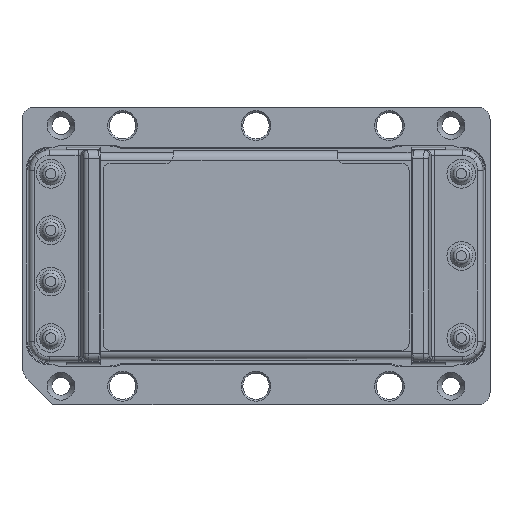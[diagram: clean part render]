
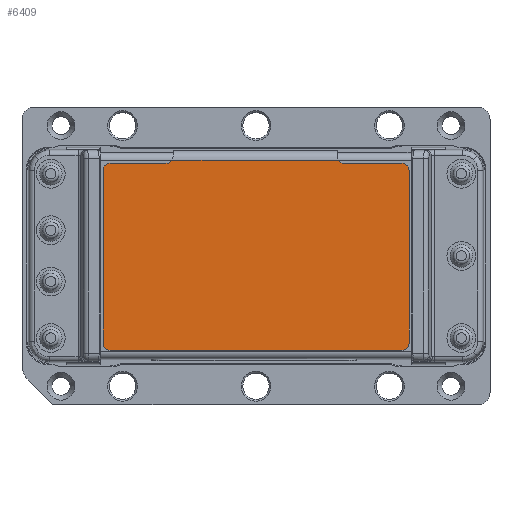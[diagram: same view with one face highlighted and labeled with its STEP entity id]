
A CAD part, top view. The second image highlights one B-rep face of the part: STEP entity #6409.
In plain terms, the highlighted planar face has unit normal (0, 0, 1).
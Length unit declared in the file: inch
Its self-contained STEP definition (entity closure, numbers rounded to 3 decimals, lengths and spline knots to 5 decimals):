
#40 = VERTEX_POINT ( 'NONE', #8355 ) ;
#44 = VERTEX_POINT ( 'NONE', #8312 ) ;
#78 = VERTEX_POINT ( 'NONE', #8399 ) ;
#82 = EDGE_CURVE ( 'NONE', #44, #40, #8390, .T. ) ;
#85 = VERTEX_POINT ( 'NONE', #8392 ) ;
#102 = EDGE_CURVE ( 'NONE', #85, #44, #8479, .T. ) ;
#104 = VERTEX_POINT ( 'NONE', #8468 ) ;
#108 = VERTEX_POINT ( 'NONE', #8552 ) ;
#114 = EDGE_CURVE ( 'NONE', #108, #104, #8545, .T. ) ;
#123 = EDGE_CURVE ( 'NONE', #104, #78, #8533, .T. ) ;
#130 = VERTEX_POINT ( 'NONE', #8549 ) ;
#6404 = ORIENTED_EDGE ( 'NONE', *, *, #123, .T. ) ;
#6406 = EDGE_CURVE ( 'NONE', #40, #6421, #10506, .T. ) ;
#6407 = ORIENTED_EDGE ( 'NONE', *, *, #82, .T. ) ;
#6409 = ADVANCED_FACE ( 'NONE', ( #10516 ), #10554, .T. ) ;
#6410 = ORIENTED_EDGE ( 'NONE', *, *, #12423, .T. ) ;
#6411 = ORIENTED_EDGE ( 'NONE', *, *, #6429, .F. ) ;
#6412 = EDGE_CURVE ( 'NONE', #20108, #130, #10561, .T. ) ;
#6413 = ORIENTED_EDGE ( 'NONE', *, *, #20121, .T. ) ;
#6414 = ORIENTED_EDGE ( 'NONE', *, *, #6418, .T. ) ;
#6415 = ORIENTED_EDGE ( 'NONE', *, *, #114, .T. ) ;
#6416 = ORIENTED_EDGE ( 'NONE', *, *, #20117, .T. ) ;
#6417 = ORIENTED_EDGE ( 'NONE', *, *, #102, .T. ) ;
#6418 = EDGE_CURVE ( 'NONE', #78, #85, #10584, .T. ) ;
#6419 = ORIENTED_EDGE ( 'NONE', *, *, #20112, .T. ) ;
#6421 = VERTEX_POINT ( 'NONE', #10611 ) ;
#6423 = EDGE_LOOP ( 'NONE', ( #6411, #6419, #6410, #6413, #6427, #6416, #6415, #6404, #6414, #6417, #6407, #6428 ) ) ;
#6427 = ORIENTED_EDGE ( 'NONE', *, *, #6412, .T. ) ;
#6428 = ORIENTED_EDGE ( 'NONE', *, *, #6406, .T. ) ;
#6429 = EDGE_CURVE ( 'NONE', #20107, #6421, #10639, .T. ) ;
#8312 = CARTESIAN_POINT ( 'NONE',  ( 0.37966, 0.95235, 0.07319 ) ) ;
#8355 = CARTESIAN_POINT ( 'NONE',  ( 0.09966, 0.95235, 0.07319 ) ) ;
#8387 = DIRECTION ( 'NONE',  ( -1., 0., 0. ) ) ;
#8388 = VECTOR ( 'NONE', #8387, 39.37008 ) ;
#8389 = CARTESIAN_POINT ( 'NONE',  ( 0.37966, 0.95235, 0.07319 ) ) ;
#8390 = LINE ( 'NONE', #8389, #8388 ) ;
#8392 = CARTESIAN_POINT ( 'NONE',  ( 0.41466, 0.91735, 0.07319 ) ) ;
#8399 = CARTESIAN_POINT ( 'NONE',  ( 0.41466, 0.07735, 0.07319 ) ) ;
#8460 = DIRECTION ( 'NONE',  ( 1., 0., 0. ) ) ;
#8461 = DIRECTION ( 'NONE',  ( 0., 0., 1. ) ) ;
#8462 = CARTESIAN_POINT ( 'NONE',  ( 0.37966, 0.91735, 0.07319 ) ) ;
#8468 = CARTESIAN_POINT ( 'NONE',  ( 0.37966, 0.04235, 0.07319 ) ) ;
#8473 = AXIS2_PLACEMENT_3D ( 'NONE', #8462, #8461, #8460 ) ;
#8479 = CIRCLE ( 'NONE', #8473, 0.035 ) ;
#8524 = DIRECTION ( 'NONE',  ( 1., 0., 0. ) ) ;
#8525 = DIRECTION ( 'NONE',  ( 0., 0., 1. ) ) ;
#8526 = CARTESIAN_POINT ( 'NONE',  ( 0.37966, 0.07735, 0.07319 ) ) ;
#8533 = CIRCLE ( 'NONE', #8550, 0.035 ) ;
#8542 = DIRECTION ( 'NONE',  ( 1., 0., 0. ) ) ;
#8543 = VECTOR ( 'NONE', #8542, 39.37008 ) ;
#8544 = CARTESIAN_POINT ( 'NONE',  ( 0.37966, 0.04235, 0.07319 ) ) ;
#8545 = LINE ( 'NONE', #8544, #8543 ) ;
#8549 = CARTESIAN_POINT ( 'NONE',  ( -1.07634, 0.07735, 0.07319 ) ) ;
#8550 = AXIS2_PLACEMENT_3D ( 'NONE', #8526, #8525, #8524 ) ;
#8552 = CARTESIAN_POINT ( 'NONE',  ( -1.04134, 0.04235, 0.07319 ) ) ;
#10504 = AXIS2_PLACEMENT_3D ( 'NONE', #10566, #10565, #10564 ) ;
#10505 = AXIS2_PLACEMENT_3D ( 'NONE', #10517, #10557, #10556 ) ;
#10506 = CIRCLE ( 'NONE', #10505, 0.035 ) ;
#10516 = FACE_OUTER_BOUND ( 'NONE', #6423, .T. ) ;
#10517 = CARTESIAN_POINT ( 'NONE',  ( 0.09966, 0.98735, 0.07319 ) ) ;
#10537 = CARTESIAN_POINT ( 'NONE',  ( 0.41466, 0.91735, 0.07319 ) ) ;
#10554 = PLANE ( 'NONE',  #10504 ) ;
#10556 = DIRECTION ( 'NONE',  ( -1., 0., 0. ) ) ;
#10557 = DIRECTION ( 'NONE',  ( 0., 0., -1. ) ) ;
#10561 = LINE ( 'NONE', #10567, #10613 ) ;
#10564 = DIRECTION ( 'NONE',  ( -1., 0., 0. ) ) ;
#10565 = DIRECTION ( 'NONE',  ( 0., 0., 1. ) ) ;
#10566 = CARTESIAN_POINT ( 'NONE',  ( -1.04134, 0.91735, 0.07319 ) ) ;
#10567 = CARTESIAN_POINT ( 'NONE',  ( -1.07634, 0.91735, 0.07319 ) ) ;
#10584 = LINE ( 'NONE', #10537, #10610 ) ;
#10608 = DIRECTION ( 'NONE',  ( 0., 1., 0. ) ) ;
#10610 = VECTOR ( 'NONE', #10608, 39.37008 ) ;
#10611 = CARTESIAN_POINT ( 'NONE',  ( 0.06988, 0.96897, 0.07319 ) ) ;
#10612 = DIRECTION ( 'NONE',  ( 0., -1., 0. ) ) ;
#10613 = VECTOR ( 'NONE', #10612, 39.37008 ) ;
#10636 = DIRECTION ( 'NONE',  ( 1., 0., 0. ) ) ;
#10637 = VECTOR ( 'NONE', #10636, 39.37008 ) ;
#10638 = CARTESIAN_POINT ( 'NONE',  ( -1.04134, 0.96897, 0.07319 ) ) ;
#10639 = LINE ( 'NONE', #10638, #10637 ) ;
#12423 = EDGE_CURVE ( 'NONE', #13564, #20105, #17660, .T. ) ;
#13564 = VERTEX_POINT ( 'NONE', #18445 ) ;
#17656 = DIRECTION ( 'NONE',  ( -1., 0., 0. ) ) ;
#17657 = VECTOR ( 'NONE', #17656, 39.37008 ) ;
#17658 = CARTESIAN_POINT ( 'NONE',  ( -0.77034, 0.95235, 0.07319 ) ) ;
#17660 = LINE ( 'NONE', #17658, #17657 ) ;
#18445 = CARTESIAN_POINT ( 'NONE',  ( -0.77034, 0.95235, 0.07319 ) ) ;
#19191 = CARTESIAN_POINT ( 'NONE',  ( -0.74055, 0.96897, 0.07319 ) ) ;
#19192 = CARTESIAN_POINT ( 'NONE',  ( -1.07634, 0.91735, 0.07319 ) ) ;
#19208 = CARTESIAN_POINT ( 'NONE',  ( -1.04134, 0.95235, 0.07319 ) ) ;
#19252 = CIRCLE ( 'NONE', #19256, 0.035 ) ;
#19254 = CIRCLE ( 'NONE', #19297, 0.035 ) ;
#19255 = CARTESIAN_POINT ( 'NONE',  ( -0.77034, 0.98735, 0.07319 ) ) ;
#19256 = AXIS2_PLACEMENT_3D ( 'NONE', #19255, #19257, #19314 ) ;
#19257 = DIRECTION ( 'NONE',  ( 0., 0., -1. ) ) ;
#19294 = DIRECTION ( 'NONE',  ( -1., 0., 0. ) ) ;
#19295 = DIRECTION ( 'NONE',  ( 0., 0., 1. ) ) ;
#19296 = CARTESIAN_POINT ( 'NONE',  ( -1.04134, 0.91735, 0.07319 ) ) ;
#19297 = AXIS2_PLACEMENT_3D ( 'NONE', #19296, #19295, #19294 ) ;
#19306 = DIRECTION ( 'NONE',  ( 1., 0., 0. ) ) ;
#19307 = DIRECTION ( 'NONE',  ( 0., 0., 1. ) ) ;
#19308 = CARTESIAN_POINT ( 'NONE',  ( -1.04134, 0.07735, 0.07319 ) ) ;
#19309 = AXIS2_PLACEMENT_3D ( 'NONE', #19308, #19307, #19306 ) ;
#19312 = CIRCLE ( 'NONE', #19309, 0.035 ) ;
#19314 = DIRECTION ( 'NONE',  ( 1., 0., 0. ) ) ;
#20105 = VERTEX_POINT ( 'NONE', #19208 ) ;
#20107 = VERTEX_POINT ( 'NONE', #19191 ) ;
#20108 = VERTEX_POINT ( 'NONE', #19192 ) ;
#20112 = EDGE_CURVE ( 'NONE', #20107, #13564, #19252, .T. ) ;
#20117 = EDGE_CURVE ( 'NONE', #130, #108, #19312, .T. ) ;
#20121 = EDGE_CURVE ( 'NONE', #20105, #20108, #19254, .T. ) ;
